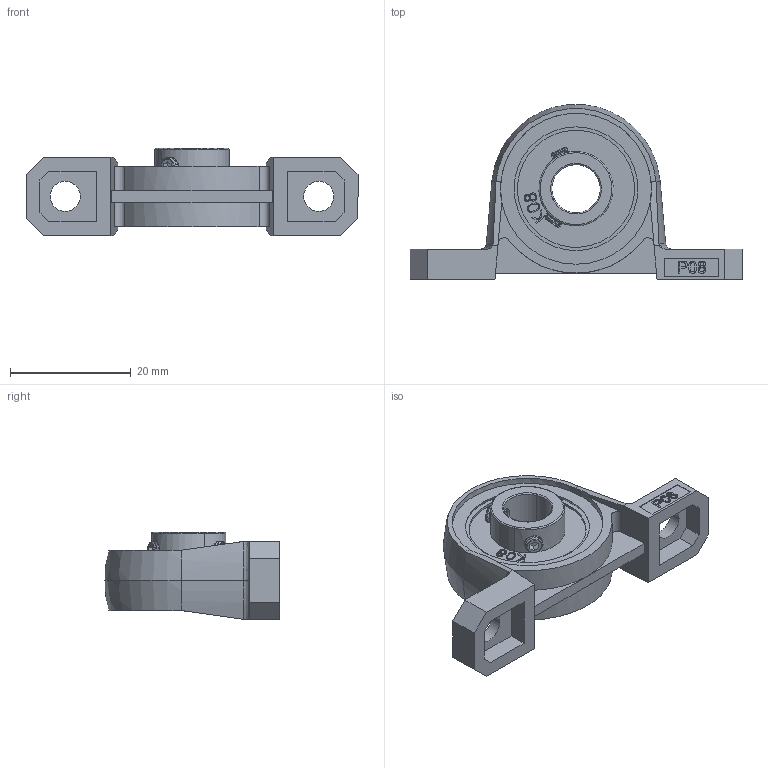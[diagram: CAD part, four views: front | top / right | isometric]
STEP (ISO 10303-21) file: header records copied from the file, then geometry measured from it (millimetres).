
FILE_DESCRIPTION (( 'STEP AP203' ), '1' );
FILE_NAME ('Pillow Block P08.STEP', '2021-01-25T15:53:05', ( 'Kasutaja' ), ( '' ), 'SwSTEP 2.0', 'SolidWorks 2017', '' );
FILE_SCHEMA (( 'CONFIG_CONTROL_DESIGN' ));
Length unit declared in the file: millimetre
Products named in the file (3): Bearing K08; Pillow Block P08; KP08___ _________
Assembly tree (2 placements, depth 2):
  Pillow Block P08
    KP08___ _________
    Bearing K08
Bounding box: 55 x 28.95 x 14.45 mm (x, y, z)
Volume: 6033.3 mm3; surface area: 5471.4 mm2
Topology: 4 solids, 4 shells, 348 faces, 902 edges, 585 vertices
Faces by surface type: plane 130, bspline 102, cone 56, cylinder 48, torus 8, sphere 4
Entity records: 20573 total; most frequent: CARTESIAN_POINT 12356, ORIENTED_EDGE 1786, DIRECTION 1394, EDGE_CURVE 893, VERTEX_POINT 580, AXIS2_PLACEMENT_3D 476, LINE 442, VECTOR 442
